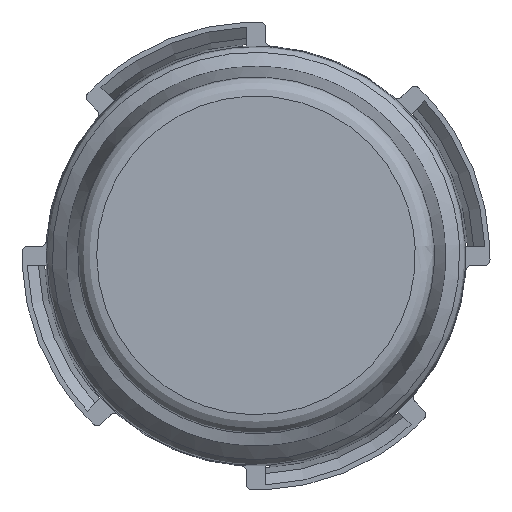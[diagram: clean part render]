
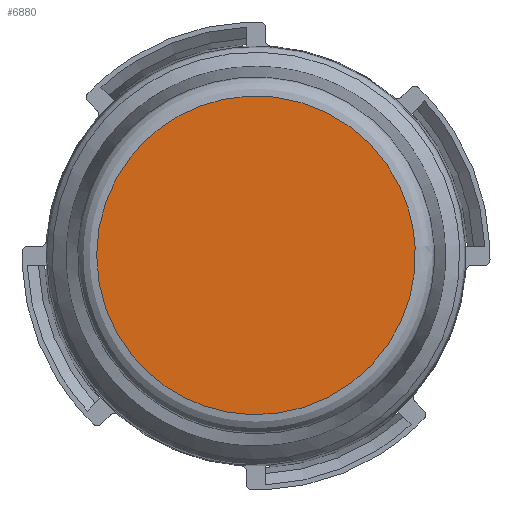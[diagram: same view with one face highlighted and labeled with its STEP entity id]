
A CAD part, top view. The second image highlights one B-rep face of the part: STEP entity #6880.
In plain terms, the highlighted free-form (B-spline) face has degree [1, 1] with [2, 2] control points.
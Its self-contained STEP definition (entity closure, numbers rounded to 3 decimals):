
#6791 = EDGE_CURVE('',#6792,#6792,#6794,.T.);
#6792 = VERTEX_POINT('',#6793);
#6793 = CARTESIAN_POINT('',(22.775,1.293,
    72.473));
#6794 = ( BOUNDED_CURVE() B_SPLINE_CURVE(2,(#6795,#6796,#6797,#6798,
#6799,#6800,#6801),.UNSPECIFIED.,.T.,.F.) B_SPLINE_CURVE_WITH_KNOTS((3,2
    ,2,3),(3.142,5.236,7.33,9.425),
.PIECEWISE_BEZIER_KNOTS.) CURVE() GEOMETRIC_REPRESENTATION_ITEM() 
RATIONAL_B_SPLINE_CURVE((1.,0.5,1.,0.5,1.,0.5,1.)) REPRESENTATION_ITEM(
  '') );
#6795 = CARTESIAN_POINT('',(22.775,1.293,
    72.473));
#6796 = CARTESIAN_POINT('',(25.015,-38.154,
    72.473));
#6797 = CARTESIAN_POINT('',(-10.267,-20.37,
    72.473));
#6798 = CARTESIAN_POINT('',(-45.55,-2.586,
    72.473));
#6799 = CARTESIAN_POINT('',(-12.507,19.077,
    72.473));
#6800 = CARTESIAN_POINT('',(20.535,40.74,
    72.473));
#6801 = CARTESIAN_POINT('',(22.775,1.293,
    72.473));
#6880 = ADVANCED_FACE('',(#6881),#6884,.T.);
#6881 = FACE_BOUND('',#6882,.T.);
#6882 = EDGE_LOOP('',(#6883));
#6883 = ORIENTED_EDGE('',*,*,#6791,.F.);
#6884 = B_SPLINE_SURFACE_WITH_KNOTS('',1,1,(
    (#6885,#6886)
    ,(#6887,#6888
    )),.UNSPECIFIED.,.F.,.F.,.F.,(2,2),(2,2),(-16.989,
    16.989),(-16.989,16.989),
  .PIECEWISE_BEZIER_KNOTS.);
#6885 = CARTESIAN_POINT('',(-21.482,-24.068,
    72.473));
#6886 = CARTESIAN_POINT('',(-24.068,21.482,
    72.473));
#6887 = CARTESIAN_POINT('',(24.068,-21.482,
    72.473));
#6888 = CARTESIAN_POINT('',(21.482,24.068,
    72.473));
